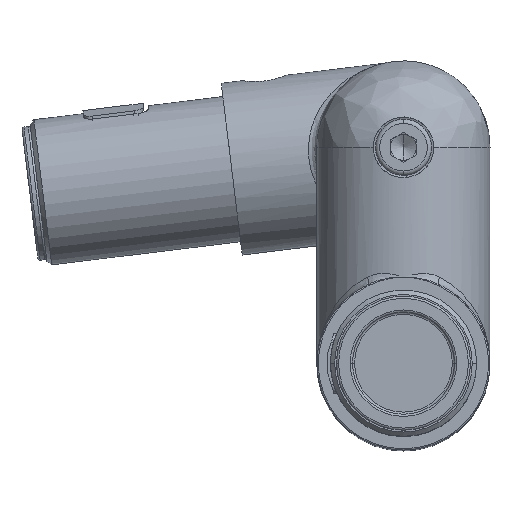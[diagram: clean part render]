
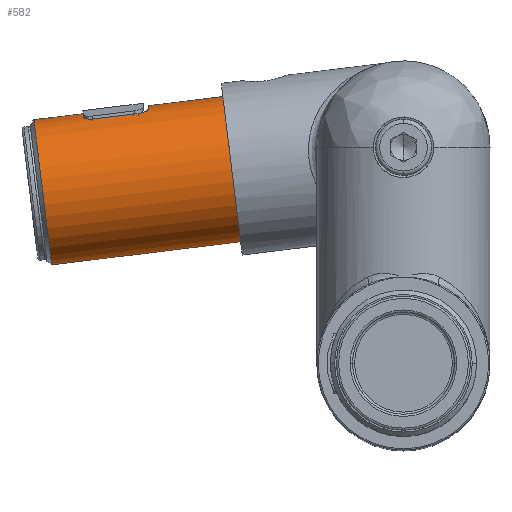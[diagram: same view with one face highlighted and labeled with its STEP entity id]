
A CAD part, top view. The second image highlights one B-rep face of the part: STEP entity #582.
In plain terms, the highlighted cylindrical face has radius 16.9 mm (diameter 33.8 mm), a partial arc.
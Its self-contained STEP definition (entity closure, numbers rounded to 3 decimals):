
#86 = CARTESIAN_POINT ( 'NONE',  ( -58.866, -59.286, -155.602 ) ) ;
#87 = CARTESIAN_POINT ( 'NONE',  ( -58.866, -59.286, -157.3 ) ) ;
#316 = CARTESIAN_POINT ( 'NONE',  ( -81.328, -96.092, -157.3 ) ) ;
#317 = CARTESIAN_POINT ( 'NONE',  ( -74.025, -61.144, -157.3 ) ) ;
#318 = CARTESIAN_POINT ( 'NONE',  ( -61.141, -61.094, -150.3 ) ) ;
#582 = ADVANCED_FACE ( 'NONE', ( #16178 ), #16182, .T. ) ;
#2391 = CARTESIAN_POINT ( 'NONE',  ( -86.247, -64.171, -150.3 ) ) ;
#2397 = DIRECTION ( 'NONE',  ( 0.993, 0.122, 0. ) ) ;
#3162 = CARTESIAN_POINT ( 'NONE',  ( -58.975, -60.062, -152.3 ) ) ;
#3164 = CARTESIAN_POINT ( 'NONE',  ( -58.982, -60.106, -152.163 ) ) ;
#3174 = CARTESIAN_POINT ( 'NONE',  ( -59.002, -60.151, -152.031 ) ) ;
#3176 = CARTESIAN_POINT ( 'NONE',  ( -59.068, -60.247, -151.773 ) ) ;
#3178 = CARTESIAN_POINT ( 'NONE',  ( -59.115, -60.297, -151.646 ) ) ;
#3180 = CARTESIAN_POINT ( 'NONE',  ( -59.231, -60.4, -151.406 ) ) ;
#3182 = CARTESIAN_POINT ( 'NONE',  ( -59.3, -60.451, -151.293 ) ) ;
#3184 = CARTESIAN_POINT ( 'NONE',  ( -59.458, -60.553, -151.081 ) ) ;
#3186 = CARTESIAN_POINT ( 'NONE',  ( -59.548, -60.605, -150.981 ) ) ;
#3188 = CARTESIAN_POINT ( 'NONE',  ( -59.744, -60.703, -150.8 ) ) ;
#3190 = CARTESIAN_POINT ( 'NONE',  ( -59.849, -60.751, -150.718 ) ) ;
#3192 = CARTESIAN_POINT ( 'NONE',  ( -60.077, -60.841, -150.574 ) ) ;
#3194 = CARTESIAN_POINT ( 'NONE',  ( -60.199, -60.884, -150.511 ) ) ;
#3196 = CARTESIAN_POINT ( 'NONE',  ( -60.452, -60.961, -150.409 ) ) ;
#3198 = CARTESIAN_POINT ( 'NONE',  ( -60.583, -60.995, -150.369 ) ) ;
#3200 = CARTESIAN_POINT ( 'NONE',  ( -60.856, -61.053, -150.315 ) ) ;
#3202 = CARTESIAN_POINT ( 'NONE',  ( -60.998, -61.077, -150.3 ) ) ;
#3204 = CARTESIAN_POINT ( 'NONE',  ( -61.141, -61.094, -150.3 ) ) ;
#6103 = VERTEX_POINT ( 'NONE', #14945 ) ;
#6107 = VERTEX_POINT ( 'NONE', #14947 ) ;
#6235 = VERTEX_POINT ( 'NONE', #15076 ) ;
#7711 = CARTESIAN_POINT ( 'NONE',  ( -86.432, -62.665, -157.3 ) ) ;
#7712 = DIRECTION ( 'NONE',  ( -0.993, -0.122, 0. ) ) ;
#7718 = CARTESIAN_POINT ( 'NONE',  ( -82.321, -96.214, -157.3 ) ) ;
#7719 = DIRECTION ( 'NONE',  ( -0.993, -0.122, 0. ) ) ;
#8561 = CARTESIAN_POINT ( 'NONE',  ( -71.969, -77.919, -157.3 ) ) ;
#8563 = DIRECTION ( 'NONE',  ( 0.993, 0.122, 0. ) ) ;
#8565 = DIRECTION ( 'NONE',  ( 0.122, -0.993, 0. ) ) ;
#10260 = CARTESIAN_POINT ( 'NONE',  ( -39.71, -73.965, -157.3 ) ) ;
#10261 = DIRECTION ( 'NONE',  ( -0.993, -0.122, 0. ) ) ;
#10262 = DIRECTION ( 'NONE',  ( 0.122, -0.993, 0. ) ) ;
#10480 = VERTEX_POINT ( 'NONE', #15147 ) ;
#10537 = VERTEX_POINT ( 'NONE', #15224 ) ;
#10538 = VERTEX_POINT ( 'NONE', #15225 ) ;
#10581 = VERTEX_POINT ( 'NONE', #15268 ) ;
#12696 = AXIS2_PLACEMENT_3D ( 'NONE', #19569, #19570, #19571 ) ;
#12708 = AXIS2_PLACEMENT_3D ( 'NONE', #10260, #10261, #10262 ) ;
#12747 = B_SPLINE_CURVE_WITH_KNOTS ( 'NONE', 3,
 ( #19322, #19324, #19328, #19329, #19330, #19331, #19332, #19333, #19334, #19335, #19336, #19337, #19338, #19339, #19340, #19341 ),
 .UNSPECIFIED., .F., .F.,
 ( 4, 2, 2, 2, 2, 2, 2, 4 ),
 ( 0., 0., 0.001, 0.002, 0.002, 0.002, 0.003, 0.003 ),
 .UNSPECIFIED. ) ;
#12765 =( BOUNDED_CURVE ( )  B_SPLINE_CURVE ( 3, ( #19681, #19719, #86, #87 ),
 .UNSPECIFIED., .F., .F. ) 
 B_SPLINE_CURVE_WITH_KNOTS ( ( 4, 4 ),
 ( 2.841, 3.142 ),
 .UNSPECIFIED. ) 
 CURVE ( )  GEOMETRIC_REPRESENTATION_ITEM ( )  RATIONAL_B_SPLINE_CURVE ( ( 1., 0.992, 0.992, 1. ) ) 
 REPRESENTATION_ITEM ( '' )  );
#13034 = LINE ( 'NONE', #2391, #13038 ) ;
#13038 = VECTOR ( 'NONE', #2397, 1000. ) ;
#13809 = B_SPLINE_CURVE_WITH_KNOTS ( 'NONE', 3,
 ( #3162, #3164, #3174, #3176, #3178, #3180, #3182, #3184, #3186, #3188, #3190, #3192, #3194, #3196, #3198, #3200, #3202, #3204 ),
 .UNSPECIFIED., .F., .F.,
 ( 4, 2, 2, 2, 2, 2, 2, 2, 4 ),
 ( 0., 0., 0.001, 0.001, 0.002, 0.002, 0.003, 0.003, 0.003 ),
 .UNSPECIFIED. ) ;
#13859 = LINE ( 'NONE', #7711, #13860 ) ;
#13860 = VECTOR ( 'NONE', #7712, 1000. ) ;
#13863 = LINE ( 'NONE', #7718, #13865 ) ;
#13865 = VECTOR ( 'NONE', #7719, 1000. ) ;
#13903 = CIRCLE ( 'NONE', #14256, 16.9 ) ;
#13954 = CIRCLE ( 'NONE', #12708, 16.9 ) ;
#14035 = CIRCLE ( 'NONE', #12696, 16.9 ) ;
#14081 = LINE ( 'NONE', #19660, #14084 ) ;
#14084 = VECTOR ( 'NONE', #19661, 1000. ) ;
#14256 = AXIS2_PLACEMENT_3D ( 'NONE', #8561, #8563, #8565 ) ;
#14455 = AXIS2_PLACEMENT_3D ( 'NONE', #18874, #18876, #18881 ) ;
#14945 = CARTESIAN_POINT ( 'NONE',  ( -73.933, -61.895, -152.3 ) ) ;
#14947 = CARTESIAN_POINT ( 'NONE',  ( -71.855, -62.407, -150.3 ) ) ;
#15076 = CARTESIAN_POINT ( 'NONE',  ( -58.975, -60.062, -152.3 ) ) ;
#15147 = CARTESIAN_POINT ( 'NONE',  ( -41.766, -57.191, -157.3 ) ) ;
#15224 = CARTESIAN_POINT ( 'NONE',  ( -58.866, -59.286, -157.3 ) ) ;
#15225 = CARTESIAN_POINT ( 'NONE',  ( -37.655, -90.74, -157.3 ) ) ;
#15268 = CARTESIAN_POINT ( 'NONE',  ( -85.439, -62.543, -157.3 ) ) ;
#16178 = FACE_OUTER_BOUND ( 'NONE', #16431, .T. ) ;
#16182 = CYLINDRICAL_SURFACE ( 'NONE', #14455, 16.9 ) ;
#16431 = EDGE_LOOP ( 'NONE', ( #17188, #17194, #17196, #17198, #17149, #17151, #17153, #17155, #17157, #17163 ) ) ;
#16805 = EDGE_CURVE ( 'NONE', #6107, #18614, #13034, .T. ) ;
#16883 = EDGE_CURVE ( 'NONE', #6235, #18614, #13809, .T. ) ;
#17076 = EDGE_CURVE ( 'NONE', #10480, #10537, #13859, .T. ) ;
#17081 = EDGE_CURVE ( 'NONE', #10538, #18612, #13863, .T. ) ;
#17107 = EDGE_CURVE ( 'NONE', #18613, #6103, #13903, .T. ) ;
#17149 = ORIENTED_EDGE ( 'NONE', *, *, #16805, .F. ) ;
#17151 = ORIENTED_EDGE ( 'NONE', *, *, #17319, .T. ) ;
#17153 = ORIENTED_EDGE ( 'NONE', *, *, #17107, .F. ) ;
#17155 = ORIENTED_EDGE ( 'NONE', *, *, #17402, .T. ) ;
#17157 = ORIENTED_EDGE ( 'NONE', *, *, #17372, .T. ) ;
#17163 = ORIENTED_EDGE ( 'NONE', *, *, #17081, .F. ) ;
#17188 = ORIENTED_EDGE ( 'NONE', *, *, #17219, .T. ) ;
#17194 = ORIENTED_EDGE ( 'NONE', *, *, #17076, .T. ) ;
#17196 = ORIENTED_EDGE ( 'NONE', *, *, #17416, .F. ) ;
#17198 = ORIENTED_EDGE ( 'NONE', *, *, #16883, .T. ) ;
#17219 = EDGE_CURVE ( 'NONE', #10538, #10480, #13954, .T. ) ;
#17319 = EDGE_CURVE ( 'NONE', #6107, #6103, #12747, .T. ) ;
#17372 = EDGE_CURVE ( 'NONE', #10581, #18612, #14035, .T. ) ;
#17402 = EDGE_CURVE ( 'NONE', #18613, #10581, #14081, .T. ) ;
#17416 = EDGE_CURVE ( 'NONE', #6235, #10537, #12765, .T. ) ;
#18612 = VERTEX_POINT ( 'NONE', #316 ) ;
#18613 = VERTEX_POINT ( 'NONE', #317 ) ;
#18614 = VERTEX_POINT ( 'NONE', #318 ) ;
#18874 = CARTESIAN_POINT ( 'NONE',  ( -84.376, -79.439, -157.3 ) ) ;
#18876 = DIRECTION ( 'NONE',  ( -0.993, -0.122, 0. ) ) ;
#18881 = DIRECTION ( 'NONE',  ( 0.122, -0.993, 0. ) ) ;
#19322 = CARTESIAN_POINT ( 'NONE',  ( -71.855, -62.407, -150.3 ) ) ;
#19324 = CARTESIAN_POINT ( 'NONE',  ( -71.99, -62.424, -150.3 ) ) ;
#19328 = CARTESIAN_POINT ( 'NONE',  ( -72.124, -62.434, -150.314 ) ) ;
#19329 = CARTESIAN_POINT ( 'NONE',  ( -72.388, -62.442, -150.368 ) ) ;
#19330 = CARTESIAN_POINT ( 'NONE',  ( -72.52, -62.439, -150.409 ) ) ;
#19331 = CARTESIAN_POINT ( 'NONE',  ( -72.892, -62.415, -150.566 ) ) ;
#19332 = CARTESIAN_POINT ( 'NONE',  ( -73.12, -62.376, -150.719 ) ) ;
#19333 = CARTESIAN_POINT ( 'NONE',  ( -73.402, -62.296, -150.997 ) ) ;
#19334 = CARTESIAN_POINT ( 'NONE',  ( -73.488, -62.266, -151.099 ) ) ;
#19335 = CARTESIAN_POINT ( 'NONE',  ( -73.639, -62.2, -151.315 ) ) ;
#19336 = CARTESIAN_POINT ( 'NONE',  ( -73.702, -62.165, -151.428 ) ) ;
#19337 = CARTESIAN_POINT ( 'NONE',  ( -73.809, -62.092, -151.665 ) ) ;
#19338 = CARTESIAN_POINT ( 'NONE',  ( -73.851, -62.053, -151.79 ) ) ;
#19339 = CARTESIAN_POINT ( 'NONE',  ( -73.91, -61.975, -152.042 ) ) ;
#19340 = CARTESIAN_POINT ( 'NONE',  ( -73.928, -61.935, -152.17 ) ) ;
#19341 = CARTESIAN_POINT ( 'NONE',  ( -73.933, -61.895, -152.3 ) ) ;
#19569 = CARTESIAN_POINT ( 'NONE',  ( -83.384, -79.317, -157.3 ) ) ;
#19570 = DIRECTION ( 'NONE',  ( 0.993, 0.122, 0. ) ) ;
#19571 = DIRECTION ( 'NONE',  ( 0.122, -0.993, 0. ) ) ;
#19660 = CARTESIAN_POINT ( 'NONE',  ( -86.432, -62.665, -157.3 ) ) ;
#19661 = DIRECTION ( 'NONE',  ( -0.993, -0.122, 0. ) ) ;
#19681 = CARTESIAN_POINT ( 'NONE',  ( -58.975, -60.062, -152.3 ) ) ;
#19719 = CARTESIAN_POINT ( 'NONE',  ( -58.903, -59.547, -153.922 ) ) ;
